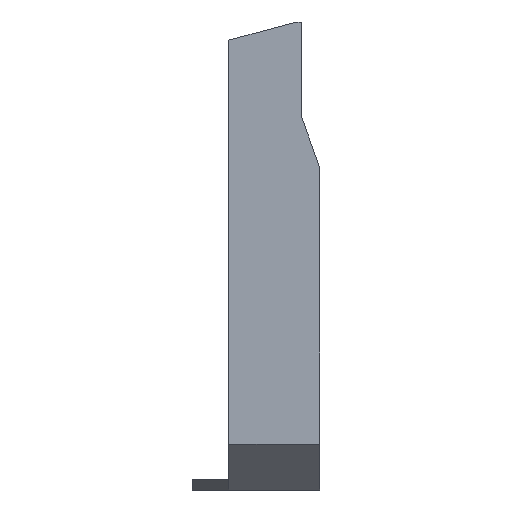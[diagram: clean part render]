
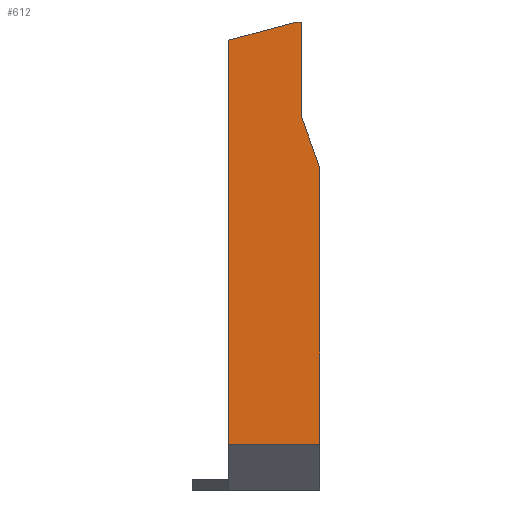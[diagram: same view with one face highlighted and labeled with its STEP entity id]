
A CAD part, left-side view. The second image highlights one B-rep face of the part: STEP entity #612.
In plain terms, the highlighted planar face has unit normal (-1, 0, 0).
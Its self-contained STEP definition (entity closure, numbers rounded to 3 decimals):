
#6 = CARTESIAN_POINT ( 'NONE',  ( -62., 25., -40. ) ) ;
#12 = DIRECTION ( 'NONE',  ( 0., 0., 1. ) ) ;
#36 = VERTEX_POINT ( 'NONE', #502 ) ;
#41 = LINE ( 'NONE', #128, #668 ) ;
#43 = LINE ( 'NONE', #6, #665 ) ;
#45 = CARTESIAN_POINT ( 'NONE',  ( -62., 6.34, 78. ) ) ;
#93 = ORIENTED_EDGE ( 'NONE', *, *, #118, .F. ) ;
#118 = EDGE_CURVE ( 'NONE', #36, #305, #43, .T. ) ;
#128 = CARTESIAN_POINT ( 'NONE',  ( -62., 0., -40. ) ) ;
#130 = ORIENTED_EDGE ( 'NONE', *, *, #863, .F. ) ;
#146 = CARTESIAN_POINT ( 'NONE',  ( -62., -11.103, 6.912 ) ) ;
#165 = EDGE_CURVE ( 'NONE', #950, #1455, #777, .T. ) ;
#186 = ORIENTED_EDGE ( 'NONE', *, *, #165, .F. ) ;
#193 = CARTESIAN_POINT ( 'NONE',  ( -62., 25., 73. ) ) ;
#259 = LINE ( 'NONE', #383, #1099 ) ;
#278 = CARTESIAN_POINT ( 'NONE',  ( -62., 0., -38. ) ) ;
#301 = LINE ( 'NONE', #817, #343 ) ;
#305 = VERTEX_POINT ( 'NONE', #193 ) ;
#335 = ORIENTED_EDGE ( 'NONE', *, *, #472, .F. ) ;
#343 = VECTOR ( 'NONE', #1330, 1000. ) ;
#355 = LINE ( 'NONE', #579, #1524 ) ;
#383 = CARTESIAN_POINT ( 'NONE',  ( -62., 0., -38. ) ) ;
#400 = CARTESIAN_POINT ( 'NONE',  ( -62., 0., 38. ) ) ;
#405 = PLANE ( 'NONE',  #806 ) ;
#457 = EDGE_CURVE ( 'NONE', #648, #1455, #41, .T. ) ;
#472 = EDGE_CURVE ( 'NONE', #648, #36, #259, .T. ) ;
#484 = ORIENTED_EDGE ( 'NONE', *, *, #457, .T. ) ;
#502 = CARTESIAN_POINT ( 'NONE',  ( -62., 25., -38. ) ) ;
#510 = DIRECTION ( 'NONE',  ( 0., 0., 1. ) ) ;
#579 = CARTESIAN_POINT ( 'NONE',  ( -62., 5., 52. ) ) ;
#612 = ADVANCED_FACE ( 'NONE', ( #1545 ), #405, .T. ) ;
#616 = CARTESIAN_POINT ( 'NONE',  ( -62., 5., 78. ) ) ;
#633 = DIRECTION ( 'NONE',  ( 0., 0., 1. ) ) ;
#648 = VERTEX_POINT ( 'NONE', #278 ) ;
#658 = ORIENTED_EDGE ( 'NONE', *, *, #1413, .T. ) ;
#665 = VECTOR ( 'NONE', #510, 1000. ) ;
#668 = VECTOR ( 'NONE', #633, 1000. ) ;
#695 = DIRECTION ( 'NONE',  ( 0., 1., 0. ) ) ;
#777 = LINE ( 'NONE', #146, #804 ) ;
#795 = VECTOR ( 'NONE', #695, 1000. ) ;
#804 = VECTOR ( 'NONE', #1162, 1000. ) ;
#806 = AXIS2_PLACEMENT_3D ( 'NONE', #1279, #1442, #12 ) ;
#817 = CARTESIAN_POINT ( 'NONE',  ( -62., 22.797, 73.59 ) ) ;
#818 = EDGE_LOOP ( 'NONE', ( #130, #93, #335, #484, #186, #658, #921 ) ) ;
#863 = EDGE_CURVE ( 'NONE', #305, #1202, #301, .T. ) ;
#921 = ORIENTED_EDGE ( 'NONE', *, *, #1648, .T. ) ;
#950 = VERTEX_POINT ( 'NONE', #1511 ) ;
#978 = DIRECTION ( 'NONE',  ( 0., 0., 1. ) ) ;
#982 = VERTEX_POINT ( 'NONE', #616 ) ;
#1051 = LINE ( 'NONE', #1104, #795 ) ;
#1099 = VECTOR ( 'NONE', #1404, 1000. ) ;
#1104 = CARTESIAN_POINT ( 'NONE',  ( -62., 7.5, 78. ) ) ;
#1162 = DIRECTION ( 'NONE',  ( 0., -0.336, -0.942 ) ) ;
#1202 = VERTEX_POINT ( 'NONE', #45 ) ;
#1279 = CARTESIAN_POINT ( 'NONE',  ( -62., 0., -40. ) ) ;
#1330 = DIRECTION ( 'NONE',  ( 0., -0.966, 0.259 ) ) ;
#1404 = DIRECTION ( 'NONE',  ( 0., 1., 0. ) ) ;
#1413 = EDGE_CURVE ( 'NONE', #950, #982, #355, .T. ) ;
#1442 = DIRECTION ( 'NONE',  ( -1., 0., 0. ) ) ;
#1455 = VERTEX_POINT ( 'NONE', #400 ) ;
#1511 = CARTESIAN_POINT ( 'NONE',  ( -62., 5., 52. ) ) ;
#1524 = VECTOR ( 'NONE', #978, 1000. ) ;
#1545 = FACE_OUTER_BOUND ( 'NONE', #818, .T. ) ;
#1648 = EDGE_CURVE ( 'NONE', #982, #1202, #1051, .T. ) ;
